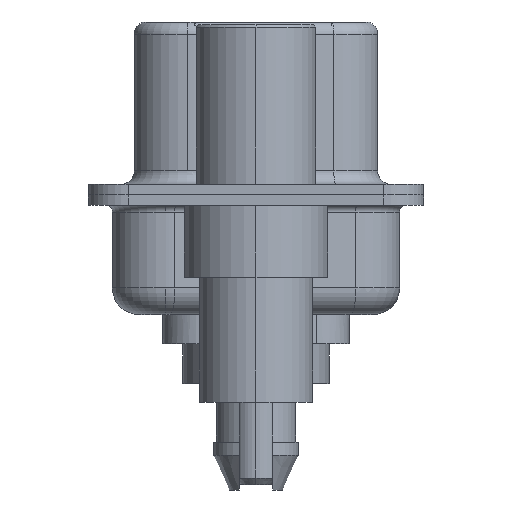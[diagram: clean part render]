
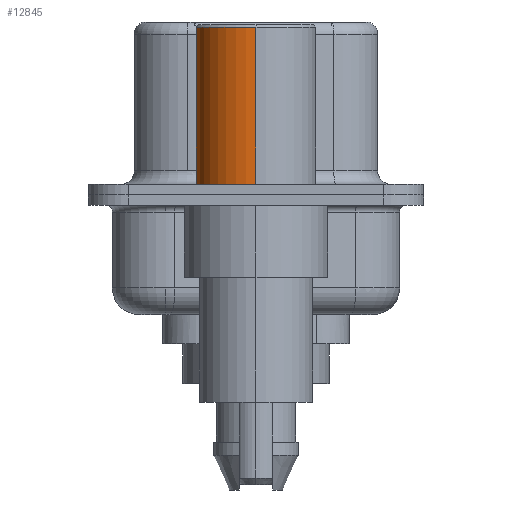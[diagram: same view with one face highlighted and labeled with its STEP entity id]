
A CAD part, left-side view. The second image highlights one B-rep face of the part: STEP entity #12845.
In plain terms, the highlighted cylindrical face has radius 2.25 mm (diameter 4.5 mm), a partial arc.
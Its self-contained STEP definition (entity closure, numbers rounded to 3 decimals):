
#161 = LINE ( 'NONE', #10405, #13676 ) ;
#471 = VERTEX_POINT ( 'NONE', #13276 ) ;
#503 = CIRCLE ( 'NONE', #11731, 2.25 ) ;
#2063 = CARTESIAN_POINT ( 'NONE',  ( -2.25, 0., 6.3 ) ) ;
#2183 = EDGE_LOOP ( 'NONE', ( #2946, #15275, #5190, #9257 ) ) ;
#2946 = ORIENTED_EDGE ( 'NONE', *, *, #15359, .T. ) ;
#3252 = DIRECTION ( 'NONE',  ( 0., 0., 1. ) ) ;
#3522 = CARTESIAN_POINT ( 'NONE',  ( 2.25, 0., 6.3 ) ) ;
#3571 = CARTESIAN_POINT ( 'NONE',  ( 0., 0., 0.581 ) ) ;
#4130 = DIRECTION ( 'NONE',  ( 0., 0., 1. ) ) ;
#5168 = CARTESIAN_POINT ( 'NONE',  ( 0., 0., 6.3 ) ) ;
#5190 = ORIENTED_EDGE ( 'NONE', *, *, #15668, .F. ) ;
#7282 = DIRECTION ( 'NONE',  ( 1., 0., 0. ) ) ;
#7364 = CYLINDRICAL_SURFACE ( 'NONE', #14334, 2.25 ) ;
#7584 = EDGE_CURVE ( 'NONE', #15875, #9957, #10471, .T. ) ;
#7846 = CARTESIAN_POINT ( 'NONE',  ( 0., 0., 0.4 ) ) ;
#7956 = DIRECTION ( 'NONE',  ( 0., 0., 1. ) ) ;
#8243 = EDGE_CURVE ( 'NONE', #471, #8377, #161, .T. ) ;
#8377 = VERTEX_POINT ( 'NONE', #2063 ) ;
#9257 = ORIENTED_EDGE ( 'NONE', *, *, #7584, .F. ) ;
#9691 = DIRECTION ( 'NONE',  ( 0., 0., 1. ) ) ;
#9957 = VERTEX_POINT ( 'NONE', #3522 ) ;
#9961 = CIRCLE ( 'NONE', #14592, 2.25 ) ;
#10106 = FACE_OUTER_BOUND ( 'NONE', #2183, .T. ) ;
#10405 = CARTESIAN_POINT ( 'NONE',  ( -2.25, 0., 0.581 ) ) ;
#10471 = LINE ( 'NONE', #14248, #13508 ) ;
#11731 = AXIS2_PLACEMENT_3D ( 'NONE', #7846, #7956, #14426 ) ;
#12845 = ADVANCED_FACE ( 'NONE', ( #10106 ), #7364, .T. ) ;
#13276 = CARTESIAN_POINT ( 'NONE',  ( -2.25, 0., 0.4 ) ) ;
#13508 = VECTOR ( 'NONE', #4130, 1000. ) ;
#13676 = VECTOR ( 'NONE', #3252, 1000. ) ;
#14058 = DIRECTION ( 'NONE',  ( 1., 0., 0. ) ) ;
#14248 = CARTESIAN_POINT ( 'NONE',  ( 2.25, 0., 0.581 ) ) ;
#14334 = AXIS2_PLACEMENT_3D ( 'NONE', #3571, #9691, #7282 ) ;
#14426 = DIRECTION ( 'NONE',  ( 1., 0., 0. ) ) ;
#14592 = AXIS2_PLACEMENT_3D ( 'NONE', #5168, #15303, #14058 ) ;
#14841 = CARTESIAN_POINT ( 'NONE',  ( 2.25, 0., 0.4 ) ) ;
#15275 = ORIENTED_EDGE ( 'NONE', *, *, #8243, .T. ) ;
#15303 = DIRECTION ( 'NONE',  ( 0., 0., 1. ) ) ;
#15359 = EDGE_CURVE ( 'NONE', #15875, #471, #503, .T. ) ;
#15668 = EDGE_CURVE ( 'NONE', #9957, #8377, #9961, .T. ) ;
#15875 = VERTEX_POINT ( 'NONE', #14841 ) ;
